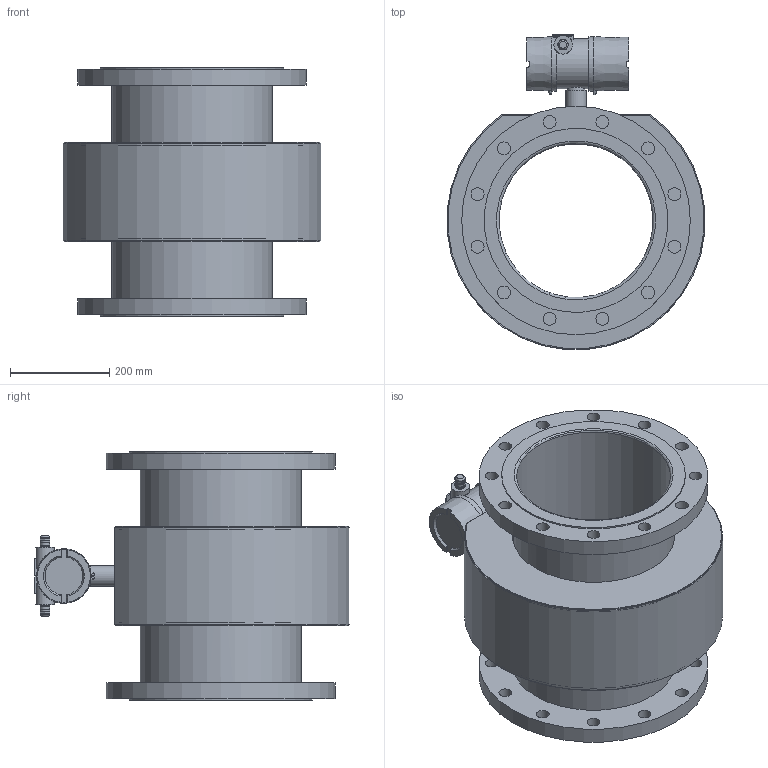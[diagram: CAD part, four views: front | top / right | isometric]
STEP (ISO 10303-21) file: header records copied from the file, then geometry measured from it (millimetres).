
FILE_DESCRIPTION(/* description */ (''),/* implementation_level */ '2;1');
FILE_NAME(/* name */ 'magflux A DN300 kompakt.stp',/* time_stamp */ '2021-11-30T01:18:10+01:00',/* author */ ('g.duesseldorf'),/* organization */ (''),/* preprocessor_version */ 'ST-DEVELOPER v18.1',/* originating_system */ 'Autodesk Inventor 2022',/* authorisation */ '');
FILE_SCHEMA (('CONFIG_CONTROL_DESIGN'));
Length unit declared in the file: millimetre
Products named in the file (1): magflux A DN300 kompakt_Ersatzobjekt_1
Bounding box: 518.02 x 633.51 x 500 mm (x, y, z)
Volume: 11911866.3 mm3; surface area: 2809647.2 mm2
Topology: 7 solids, 8 shells, 327 faces, 775 edges, 492 vertices
Faces by surface type: plane 146, cylinder 105, cone 59, torus 10, bspline 5, sphere 2
Full cylindrical faces by diameter (mm): 3 x2, 5 x2, 17 x4, 18.376 x1, 18.6 x4, 19.8 x4, 20 x1, 26 x24, 37 x2, 37.8 x1, 40.5 x1, 42 x1, 65 x1, 70.25 x1, 78 x1, 100.8 x1, 109.6 x2, 309.9 x1, 315.9 x2, 323.9 x1, 327.1 x4, 370 x2, 460 x2
Entity records: 10359 total; most frequent: CARTESIAN_POINT 2348, DIRECTION 1625, ORIENTED_EDGE 1546, EDGE_CURVE 773, AXIS2_PLACEMENT_3D 667, VERTEX_POINT 492, EDGE_LOOP 419, STYLED_ITEM 334
